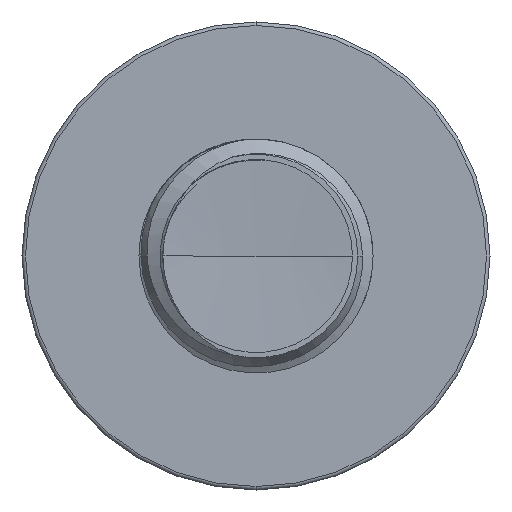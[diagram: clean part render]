
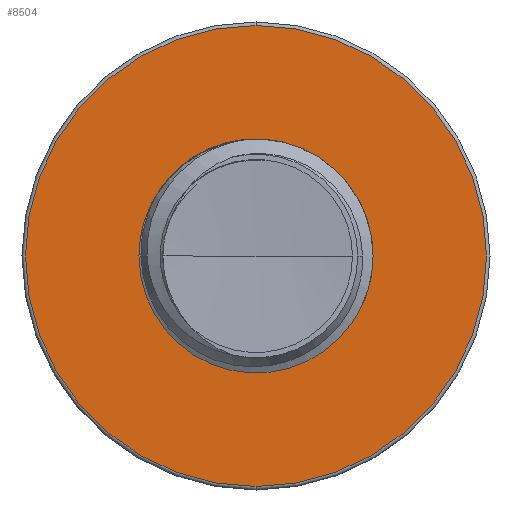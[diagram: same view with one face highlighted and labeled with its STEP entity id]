
A CAD part, front view. The second image highlights one B-rep face of the part: STEP entity #8504.
In plain terms, the highlighted planar face has unit normal (0, -1, 0).
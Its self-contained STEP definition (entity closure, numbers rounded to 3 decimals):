
#2400 = EDGE_CURVE ( 'NONE', #8412, #25501, #22957, .T. ) ;
#3300 = AXIS2_PLACEMENT_3D ( 'NONE', #9705, #9671, #9664 ) ;
#3416 = EDGE_CURVE ( 'NONE', #23552, #5741, #22566, .T. ) ;
#5741 = VERTEX_POINT ( 'NONE', #10489 ) ;
#8412 = VERTEX_POINT ( 'NONE', #26828 ) ;
#8504 = ADVANCED_FACE ( 'NONE', ( #15679, #14806 ), #26399, .T. ) ;
#9563 = CIRCLE ( 'NONE', #30364, 5.91 ) ;
#9664 = DIRECTION ( 'NONE',  ( 0., 0., -1. ) ) ;
#9671 = DIRECTION ( 'NONE',  ( 0., -1., 0. ) ) ;
#9705 = CARTESIAN_POINT ( 'NONE',  ( 0., 15., 0. ) ) ;
#9738 = EDGE_LOOP ( 'NONE', ( #17165, #23942 ) ) ;
#9844 = EDGE_CURVE ( 'NONE', #5741, #23552, #24940, .T. ) ;
#10172 = EDGE_CURVE ( 'NONE', #25501, #8412, #9563, .T. ) ;
#10489 = CARTESIAN_POINT ( 'NONE',  ( 0., 15., -2.923 ) ) ;
#11558 = CARTESIAN_POINT ( 'NONE',  ( 0., 15., 5.91 ) ) ;
#12184 = AXIS2_PLACEMENT_3D ( 'NONE', #27780, #30457, #30517 ) ;
#14806 = FACE_BOUND ( 'NONE', #26550, .T. ) ;
#15679 = FACE_OUTER_BOUND ( 'NONE', #9738, .T. ) ;
#17165 = ORIENTED_EDGE ( 'NONE', *, *, #2400, .T. ) ;
#17532 = ORIENTED_EDGE ( 'NONE', *, *, #3416, .F. ) ;
#18648 = CARTESIAN_POINT ( 'NONE',  ( 0., 15., 2.923 ) ) ;
#21933 = DIRECTION ( 'NONE',  ( 0., 0., -1. ) ) ;
#21971 = DIRECTION ( 'NONE',  ( 0., -1., 0. ) ) ;
#21981 = CARTESIAN_POINT ( 'NONE',  ( 0., 15., 0. ) ) ;
#22566 = CIRCLE ( 'NONE', #3300, 2.923 ) ;
#22610 = DIRECTION ( 'NONE',  ( 0., 0., -1. ) ) ;
#22637 = DIRECTION ( 'NONE',  ( 0., -1., 0. ) ) ;
#22645 = CARTESIAN_POINT ( 'NONE',  ( 0., 15., 0. ) ) ;
#22957 = CIRCLE ( 'NONE', #12184, 5.91 ) ;
#23552 = VERTEX_POINT ( 'NONE', #18648 ) ;
#23942 = ORIENTED_EDGE ( 'NONE', *, *, #10172, .T. ) ;
#24940 = CIRCLE ( 'NONE', #28061, 2.923 ) ;
#25501 = VERTEX_POINT ( 'NONE', #11558 ) ;
#26330 = DIRECTION ( 'NONE',  ( 0., 0., -1. ) ) ;
#26338 = DIRECTION ( 'NONE',  ( 0., -1., 0. ) ) ;
#26399 = PLANE ( 'NONE',  #29644 ) ;
#26550 = EDGE_LOOP ( 'NONE', ( #29501, #17532 ) ) ;
#26738 = CARTESIAN_POINT ( 'NONE',  ( 0., 15., 2.923 ) ) ;
#26828 = CARTESIAN_POINT ( 'NONE',  ( 0., 15., -5.91 ) ) ;
#27780 = CARTESIAN_POINT ( 'NONE',  ( 0., 15., 0. ) ) ;
#28061 = AXIS2_PLACEMENT_3D ( 'NONE', #22645, #22637, #22610 ) ;
#29501 = ORIENTED_EDGE ( 'NONE', *, *, #9844, .F. ) ;
#29644 = AXIS2_PLACEMENT_3D ( 'NONE', #26738, #26338, #26330 ) ;
#30364 = AXIS2_PLACEMENT_3D ( 'NONE', #21981, #21971, #21933 ) ;
#30457 = DIRECTION ( 'NONE',  ( 0., -1., 0. ) ) ;
#30517 = DIRECTION ( 'NONE',  ( 0., 0., -1. ) ) ;
